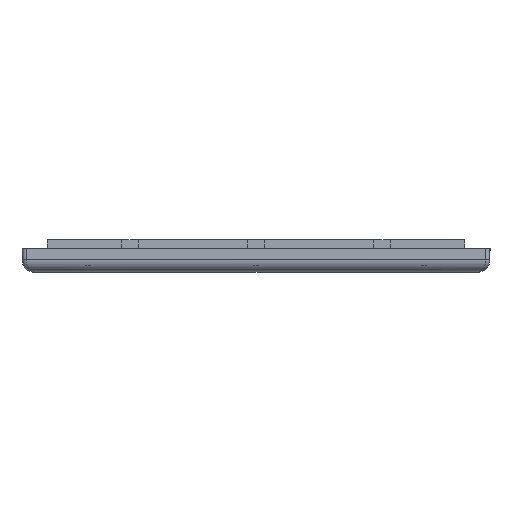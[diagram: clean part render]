
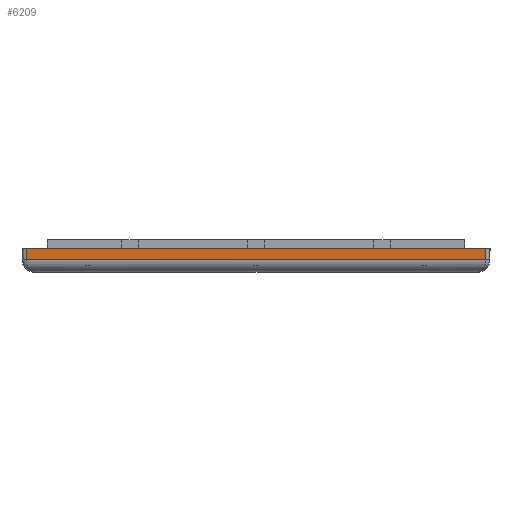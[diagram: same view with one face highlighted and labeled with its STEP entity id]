
A CAD part, left-side view. The second image highlights one B-rep face of the part: STEP entity #6209.
In plain terms, the highlighted planar face has unit normal (-1, 0, 0).
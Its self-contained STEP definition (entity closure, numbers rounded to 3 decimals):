
#406=FACE_OUTER_BOUND('',#751,.T.);
#751=EDGE_LOOP('',(#5435,#5436,#5437,#5438));
#1125=LINE('',#8747,#1960);
#1602=LINE('',#9730,#2437);
#1604=LINE('',#9734,#2439);
#1606=LINE('',#9749,#2441);
#1960=VECTOR('',#7004,10.);
#2437=VECTOR('',#7901,10.);
#2439=VECTOR('',#7905,10.);
#2441=VECTOR('',#7913,10.);
#2761=VERTEX_POINT('',#8733);
#2767=VERTEX_POINT('',#8745);
#3012=VERTEX_POINT('',#9724);
#3014=VERTEX_POINT('',#9733);
#3369=EDGE_CURVE('',#2761,#2767,#1125,.T.);
#3868=EDGE_CURVE('',#2761,#3012,#1602,.T.);
#3870=EDGE_CURVE('',#3012,#3014,#1604,.T.);
#3875=EDGE_CURVE('',#3014,#2767,#1606,.T.);
#5435=ORIENTED_EDGE('',*,*,#3868,.F.);
#5436=ORIENTED_EDGE('',*,*,#3369,.T.);
#5437=ORIENTED_EDGE('',*,*,#3875,.F.);
#5438=ORIENTED_EDGE('',*,*,#3870,.F.);
#5960=PLANE('',#6530);
#6209=ADVANCED_FACE('',(#406),#5960,.T.);
#6530=AXIS2_PLACEMENT_3D('',#9748,#7911,#7912);
#7004=DIRECTION('',(0.,1.,0.));
#7901=DIRECTION('',(0.,0.,-1.));
#7905=DIRECTION('',(0.,1.,0.));
#7911=DIRECTION('center_axis',(-1.,0.,0.));
#7912=DIRECTION('ref_axis',(0.,1.,0.));
#7913=DIRECTION('',(0.,0.,1.));
#8733=CARTESIAN_POINT('',(-6.,-6.27,-6.731));
#8745=CARTESIAN_POINT('',(-6.,103.171,-6.731));
#8747=CARTESIAN_POINT('',(-6.,-4.27,-6.731));
#9724=CARTESIAN_POINT('',(-6.,-6.27,-9.431));
#9730=CARTESIAN_POINT('',(-6.,-6.27,-6.731));
#9733=CARTESIAN_POINT('',(-6.,103.171,-9.431));
#9734=CARTESIAN_POINT('',(-6.,22.09,-9.431));
#9748=CARTESIAN_POINT('Origin',(-6.,-4.27,-6.731));
#9749=CARTESIAN_POINT('',(-6.,103.171,-6.731));
